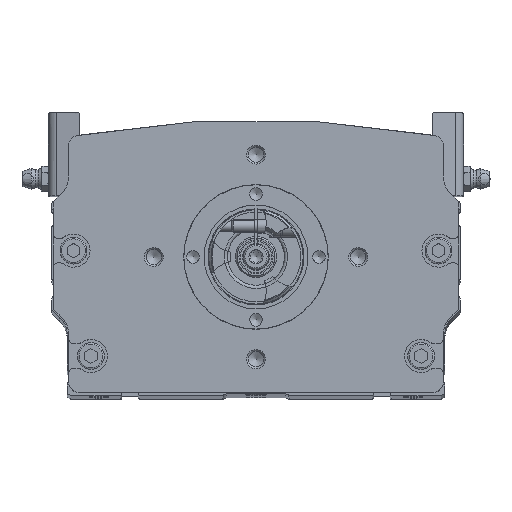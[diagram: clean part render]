
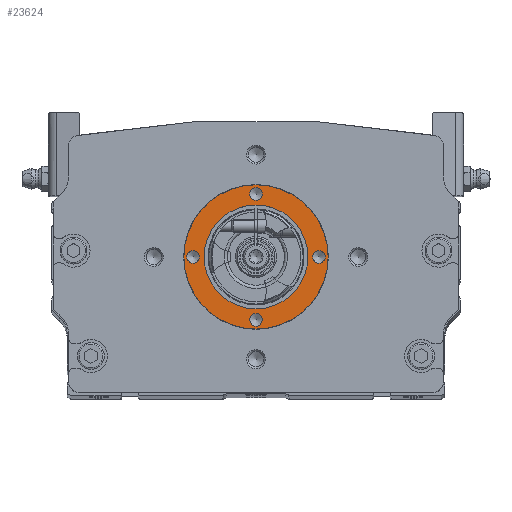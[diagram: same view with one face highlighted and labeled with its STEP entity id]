
A CAD part, top view. The second image highlights one B-rep face of the part: STEP entity #23624.
In plain terms, the highlighted planar face has unit normal (0, 0, 1).
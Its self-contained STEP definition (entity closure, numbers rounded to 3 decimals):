
#1055=CIRCLE('',#25195,16.5);
#1056=CIRCLE('',#25197,22.929);
#1057=CIRCLE('',#25198,2.);
#1058=CIRCLE('',#25199,2.);
#1059=CIRCLE('',#25200,2.);
#1060=CIRCLE('',#25201,2.);
#3999=ORIENTED_EDGE('',*,*,#8781,.F.);
#4000=ORIENTED_EDGE('',*,*,#8782,.F.);
#4001=ORIENTED_EDGE('',*,*,#8783,.T.);
#4002=ORIENTED_EDGE('',*,*,#8784,.T.);
#4003=ORIENTED_EDGE('',*,*,#8785,.T.);
#4004=ORIENTED_EDGE('',*,*,#8780,.T.);
#8780=EDGE_CURVE('',#11288,#11288,#1055,.T.);
#8781=EDGE_CURVE('',#11289,#11289,#1056,.T.);
#8782=EDGE_CURVE('',#11290,#11290,#1057,.F.);
#8783=EDGE_CURVE('',#11291,#11291,#1058,.T.);
#8784=EDGE_CURVE('',#11292,#11292,#1059,.T.);
#8785=EDGE_CURVE('',#11293,#11293,#1060,.T.);
#11288=VERTEX_POINT('',#35427);
#11289=VERTEX_POINT('',#35430);
#11290=VERTEX_POINT('',#35432);
#11291=VERTEX_POINT('',#35434);
#11292=VERTEX_POINT('',#35436);
#11293=VERTEX_POINT('',#35438);
#15683=EDGE_LOOP('',(#3999));
#15684=EDGE_LOOP('',(#4000));
#15685=EDGE_LOOP('',(#4001));
#15686=EDGE_LOOP('',(#4002));
#15687=EDGE_LOOP('',(#4003));
#15688=EDGE_LOOP('',(#4004));
#17190=FACE_BOUND('',#15683,.T.);
#17191=FACE_BOUND('',#15684,.T.);
#17192=FACE_BOUND('',#15685,.T.);
#17193=FACE_BOUND('',#15686,.T.);
#17194=FACE_BOUND('',#15687,.T.);
#17195=FACE_BOUND('',#15688,.T.);
#18556=PLANE('',#25196);
#23624=ADVANCED_FACE('',(#17190,#17191,#17192,#17193,#17194,#17195),#18556,
 .F.);
#25195=AXIS2_PLACEMENT_3D('',#35426,#28936,#28937);
#25196=AXIS2_PLACEMENT_3D('',#35428,#28938,#28939);
#25197=AXIS2_PLACEMENT_3D('',#35429,#28940,#28941);
#25198=AXIS2_PLACEMENT_3D('',#35431,#28942,#28943);
#25199=AXIS2_PLACEMENT_3D('',#35433,#28944,#28945);
#25200=AXIS2_PLACEMENT_3D('',#35435,#28946,#28947);
#25201=AXIS2_PLACEMENT_3D('',#35437,#28948,#28949);
#28936=DIRECTION('',(0.,0.,-1.));
#28937=DIRECTION('',(-1.,0.,0.));
#28938=DIRECTION('',(0.,0.,-1.));
#28939=DIRECTION('',(-1.,0.,0.));
#28940=DIRECTION('',(0.,0.,-1.));
#28941=DIRECTION('',(-1.,0.,0.));
#28942=DIRECTION('',(0.,0.,-1.));
#28943=DIRECTION('',(-1.,0.,0.));
#28944=DIRECTION('',(0.,0.,-1.));
#28945=DIRECTION('',(-1.,0.,0.));
#28946=DIRECTION('',(0.,0.,-1.));
#28947=DIRECTION('',(-1.,0.,0.));
#28948=DIRECTION('',(0.,0.,-1.));
#28949=DIRECTION('',(-1.,0.,0.));
#35426=CARTESIAN_POINT('',(0.,44.,34.));
#35427=CARTESIAN_POINT('',(-16.5,44.,34.));
#35428=CARTESIAN_POINT('',(0.,60.5,34.));
#35429=CARTESIAN_POINT('',(0.,44.,34.));
#35430=CARTESIAN_POINT('',(-22.929,44.,34.));
#35431=CARTESIAN_POINT('',(0.,64.,34.));
#35432=CARTESIAN_POINT('',(-2.,64.,34.));
#35433=CARTESIAN_POINT('',(20.,44.,34.));
#35434=CARTESIAN_POINT('',(18.,44.,34.));
#35435=CARTESIAN_POINT('',(0.,24.,34.));
#35436=CARTESIAN_POINT('',(-2.,24.,34.));
#35437=CARTESIAN_POINT('',(-20.,44.,34.));
#35438=CARTESIAN_POINT('',(-22.,44.,34.));
